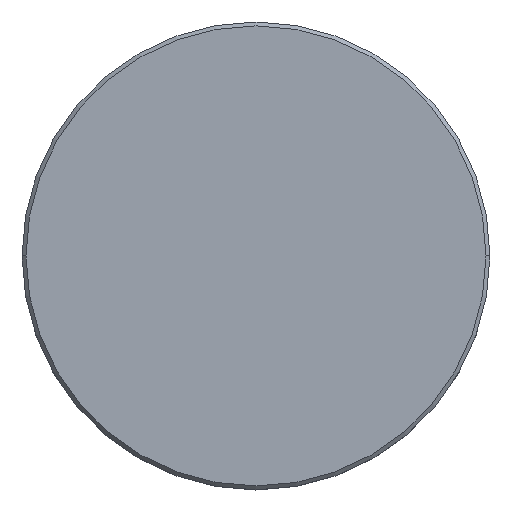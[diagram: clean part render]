
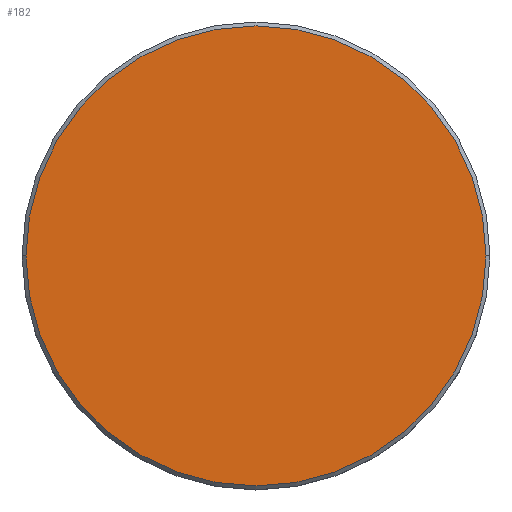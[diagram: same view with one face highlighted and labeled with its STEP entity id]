
A CAD part, top view. The second image highlights one B-rep face of the part: STEP entity #182.
In plain terms, the highlighted planar face has unit normal (0, 0, 1).
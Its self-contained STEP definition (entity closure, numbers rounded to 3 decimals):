
#5 = EDGE_CURVE ( 'NONE', #975, #867, #710, .T. ) ;
#144 = CARTESIAN_POINT ( 'NONE',  ( 0., 0., 0. ) ) ;
#182 = ADVANCED_FACE ( 'NONE', ( #258 ), #435, .T. ) ;
#258 = FACE_OUTER_BOUND ( 'NONE', #833, .T. ) ;
#274 = CARTESIAN_POINT ( 'NONE',  ( -29.5, 0., 0. ) ) ;
#352 = DIRECTION ( 'NONE',  ( 1., 0., 0. ) ) ;
#387 = CIRCLE ( 'NONE', #1067, 29.5 ) ;
#422 = DIRECTION ( 'NONE',  ( 0., 0., 1. ) ) ;
#430 = AXIS2_PLACEMENT_3D ( 'NONE', #144, #894, #352 ) ;
#435 = PLANE ( 'NONE',  #430 ) ;
#476 = ORIENTED_EDGE ( 'NONE', *, *, #5, .T. ) ;
#493 = CARTESIAN_POINT ( 'NONE',  ( 29.5, 0., 0. ) ) ;
#513 = CARTESIAN_POINT ( 'NONE',  ( 0., 0., 0. ) ) ;
#544 = EDGE_CURVE ( 'NONE', #867, #975, #387, .T. ) ;
#630 = DIRECTION ( 'NONE',  ( 0., 0., 1. ) ) ;
#643 = DIRECTION ( 'NONE',  ( 1., 0., 0. ) ) ;
#710 = CIRCLE ( 'NONE', #855, 29.5 ) ;
#833 = EDGE_LOOP ( 'NONE', ( #1052, #476 ) ) ;
#855 = AXIS2_PLACEMENT_3D ( 'NONE', #513, #422, #898 ) ;
#867 = VERTEX_POINT ( 'NONE', #274 ) ;
#894 = DIRECTION ( 'NONE',  ( 0., 0., 1. ) ) ;
#898 = DIRECTION ( 'NONE',  ( 1., 0., 0. ) ) ;
#975 = VERTEX_POINT ( 'NONE', #493 ) ;
#1002 = CARTESIAN_POINT ( 'NONE',  ( 0., 0., 0. ) ) ;
#1052 = ORIENTED_EDGE ( 'NONE', *, *, #544, .T. ) ;
#1067 = AXIS2_PLACEMENT_3D ( 'NONE', #1002, #630, #643 ) ;
